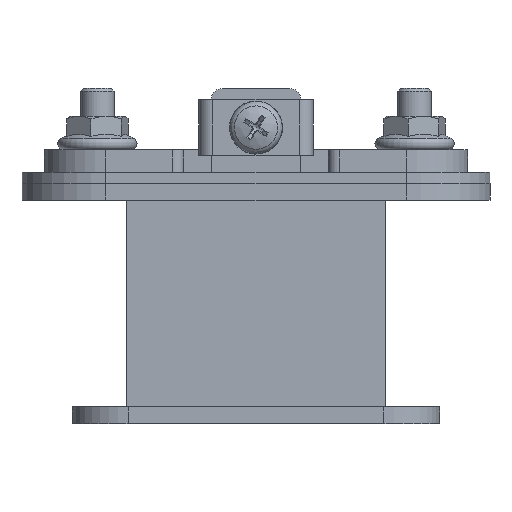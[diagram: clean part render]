
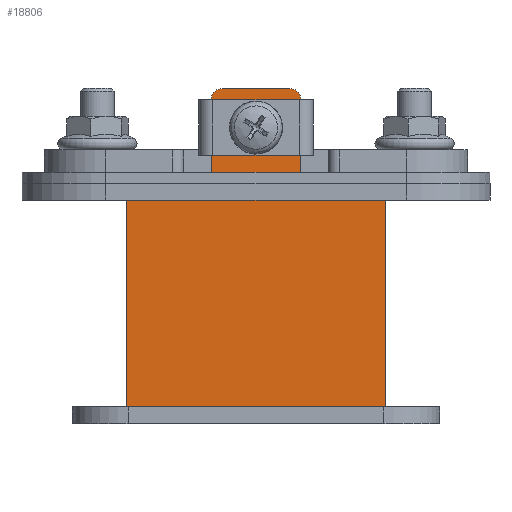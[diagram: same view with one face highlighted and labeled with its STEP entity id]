
A CAD part, front view. The second image highlights one B-rep face of the part: STEP entity #18806.
In plain terms, the highlighted face is planar.
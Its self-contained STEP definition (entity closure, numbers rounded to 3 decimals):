
#529=FACE_BOUND('',#2483,.T.);
#652=PLANE('',#20113);
#1462=FACE_OUTER_BOUND('',#2482,.T.);
#2482=EDGE_LOOP('',(#13333,#13334,#13335,#13336,#13337,#13338,#13339,#13340,
#13341,#13342,#13343,#13344));
#2483=EDGE_LOOP('',(#13345));
#3617=LINE('',#26251,#5944);
#3621=LINE('',#26263,#5948);
#3624=LINE('',#26269,#5951);
#3625=LINE('',#26271,#5952);
#3626=LINE('',#26273,#5953);
#3627=LINE('',#26275,#5954);
#3628=LINE('',#26277,#5955);
#3629=LINE('',#26281,#5956);
#5944=VECTOR('',#21503,10.);
#5948=VECTOR('',#21515,10.);
#5951=VECTOR('',#21520,10.);
#5952=VECTOR('',#21521,10.);
#5953=VECTOR('',#21522,10.);
#5954=VECTOR('',#21523,10.);
#5955=VECTOR('',#21524,10.);
#5956=VECTOR('',#21527,10.);
#8205=CIRCLE('',#20106,2.);
#8208=CIRCLE('',#20111,2.);
#8209=CIRCLE('',#20114,2.);
#8210=CIRCLE('',#20115,2.);
#8211=CIRCLE('',#20116,2.067);
#8505=VERTEX_POINT('',#26241);
#8506=VERTEX_POINT('',#26242);
#8509=VERTEX_POINT('',#26250);
#8512=VERTEX_POINT('',#26258);
#8513=VERTEX_POINT('',#26262);
#8515=VERTEX_POINT('',#26268);
#8516=VERTEX_POINT('',#26270);
#8517=VERTEX_POINT('',#26272);
#8518=VERTEX_POINT('',#26274);
#8519=VERTEX_POINT('',#26276);
#8520=VERTEX_POINT('',#26278);
#8521=VERTEX_POINT('',#26280);
#8522=VERTEX_POINT('',#26283);
#10412=EDGE_CURVE('',#8505,#8506,#8205,.T.);
#10416=EDGE_CURVE('',#8506,#8509,#3617,.T.);
#10420=EDGE_CURVE('',#8509,#8512,#8208,.T.);
#10422=EDGE_CURVE('',#8512,#8513,#3621,.T.);
#10425=EDGE_CURVE('',#8515,#8505,#3624,.T.);
#10426=EDGE_CURVE('',#8516,#8515,#3625,.T.);
#10427=EDGE_CURVE('',#8517,#8516,#3626,.T.);
#10428=EDGE_CURVE('',#8518,#8517,#3627,.T.);
#10429=EDGE_CURVE('',#8519,#8518,#3628,.T.);
#10430=EDGE_CURVE('',#8520,#8519,#8209,.T.);
#10431=EDGE_CURVE('',#8521,#8520,#3629,.T.);
#10432=EDGE_CURVE('',#8513,#8521,#8210,.T.);
#10433=EDGE_CURVE('',#8522,#8522,#8211,.T.);
#13333=ORIENTED_EDGE('',*,*,#10420,.F.);
#13334=ORIENTED_EDGE('',*,*,#10416,.F.);
#13335=ORIENTED_EDGE('',*,*,#10412,.F.);
#13336=ORIENTED_EDGE('',*,*,#10425,.F.);
#13337=ORIENTED_EDGE('',*,*,#10426,.F.);
#13338=ORIENTED_EDGE('',*,*,#10427,.F.);
#13339=ORIENTED_EDGE('',*,*,#10428,.F.);
#13340=ORIENTED_EDGE('',*,*,#10429,.F.);
#13341=ORIENTED_EDGE('',*,*,#10430,.F.);
#13342=ORIENTED_EDGE('',*,*,#10431,.F.);
#13343=ORIENTED_EDGE('',*,*,#10432,.F.);
#13344=ORIENTED_EDGE('',*,*,#10422,.F.);
#13345=ORIENTED_EDGE('',*,*,#10433,.T.);
#18806=ADVANCED_FACE('',(#1462,#529),#652,.F.);
#20106=AXIS2_PLACEMENT_3D('',#26243,#21495,#21496);
#20111=AXIS2_PLACEMENT_3D('',#26259,#21510,#21511);
#20113=AXIS2_PLACEMENT_3D('',#26267,#21518,#21519);
#20114=AXIS2_PLACEMENT_3D('',#26279,#21525,#21526);
#20115=AXIS2_PLACEMENT_3D('',#26282,#21528,#21529);
#20116=AXIS2_PLACEMENT_3D('',#26284,#21530,#21531);
#21495=DIRECTION('center_axis',(0.,0.,-1.));
#21496=DIRECTION('ref_axis',(-0.707,-0.707,0.));
#21503=DIRECTION('',(0.,1.,0.));
#21510=DIRECTION('center_axis',(0.,0.,1.));
#21511=DIRECTION('ref_axis',(0.707,0.707,0.));
#21515=DIRECTION('',(-1.,0.,0.));
#21518=DIRECTION('center_axis',(0.,0.,1.));
#21519=DIRECTION('ref_axis',(1.,0.,0.));
#21520=DIRECTION('',(-1.,0.,0.));
#21521=DIRECTION('',(0.,1.,0.));
#21522=DIRECTION('',(1.,0.,0.));
#21523=DIRECTION('',(0.,-1.,0.));
#21524=DIRECTION('',(-1.,0.,0.));
#21525=DIRECTION('center_axis',(0.,0.,-1.));
#21526=DIRECTION('ref_axis',(0.707,-0.707,0.));
#21527=DIRECTION('',(0.,-1.,0.));
#21528=DIRECTION('center_axis',(0.,0.,1.));
#21529=DIRECTION('ref_axis',(-0.707,0.707,0.));
#21530=DIRECTION('center_axis',(0.,0.,1.));
#21531=DIRECTION('ref_axis',(1.,0.,0.));
#26241=CARTESIAN_POINT('',(10.,20.,0.));
#26242=CARTESIAN_POINT('',(8.,22.,0.));
#26243=CARTESIAN_POINT('Origin',(10.,22.,0.));
#26250=CARTESIAN_POINT('',(8.,35.,0.));
#26251=CARTESIAN_POINT('',(8.,20.,0.));
#26258=CARTESIAN_POINT('',(6.,37.,0.));
#26259=CARTESIAN_POINT('Origin',(6.,35.,0.));
#26262=CARTESIAN_POINT('',(-6.,37.,0.));
#26263=CARTESIAN_POINT('',(8.,37.,0.));
#26267=CARTESIAN_POINT('Origin',(0.,28.5,0.));
#26268=CARTESIAN_POINT('',(23.1,20.,0.));
#26269=CARTESIAN_POINT('',(23.1,20.,0.));
#26270=CARTESIAN_POINT('',(23.1,-20.,0.));
#26271=CARTESIAN_POINT('',(23.1,-20.,0.));
#26272=CARTESIAN_POINT('',(-23.1,-20.,0.));
#26273=CARTESIAN_POINT('',(-23.1,-20.,0.));
#26274=CARTESIAN_POINT('',(-23.1,20.,0.));
#26275=CARTESIAN_POINT('',(-23.1,20.,0.));
#26276=CARTESIAN_POINT('',(-10.,20.,0.));
#26277=CARTESIAN_POINT('',(23.1,20.,0.));
#26278=CARTESIAN_POINT('',(-8.,22.,0.));
#26279=CARTESIAN_POINT('Origin',(-10.,22.,0.));
#26280=CARTESIAN_POINT('',(-8.,35.,0.));
#26281=CARTESIAN_POINT('',(-8.,37.,0.));
#26282=CARTESIAN_POINT('Origin',(-6.,35.,0.));
#26283=CARTESIAN_POINT('',(-2.067,30.,0.));
#26284=CARTESIAN_POINT('Origin',(0.,30.,0.));
